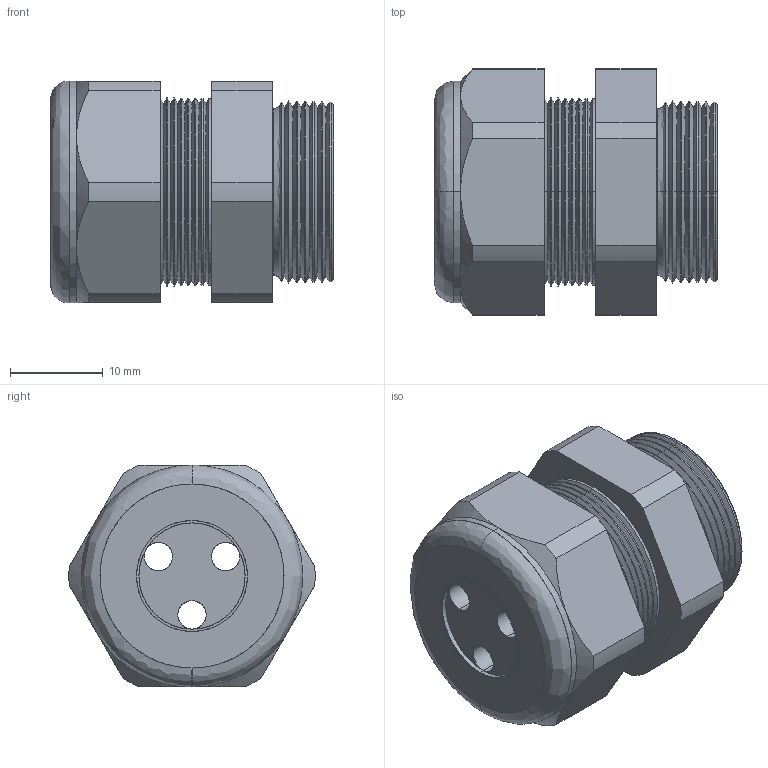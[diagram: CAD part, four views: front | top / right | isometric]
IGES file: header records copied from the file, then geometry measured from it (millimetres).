
Start section: SolidWorks IGES file using analytic representation for surfaces
Global section: file name: CD13A5-BR.IGS; native system: SolidWorks 2007; preprocessor: SolidWorks 2007; author: BSI server; date: 081215.162818; units: inch
Bounding box: 30.48 x 26.49 x 23.88 mm (x, y, z)
Surface area: 5639 mm2 (no closed solid volume)
Topology: 0 solids, 0 shells, 140 faces, 1190 edges, 1190 vertices
Faces by surface type: revolution 114, bspline 26
